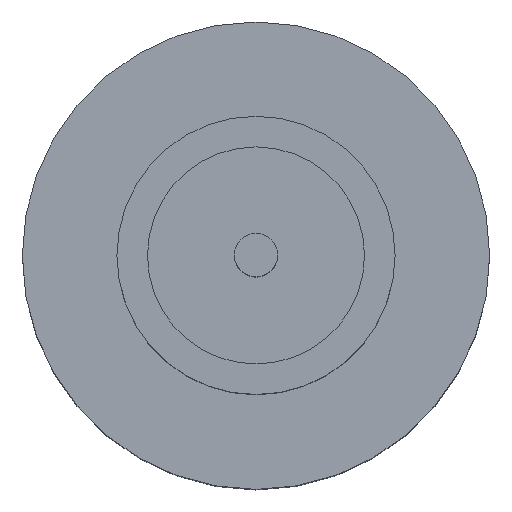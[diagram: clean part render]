
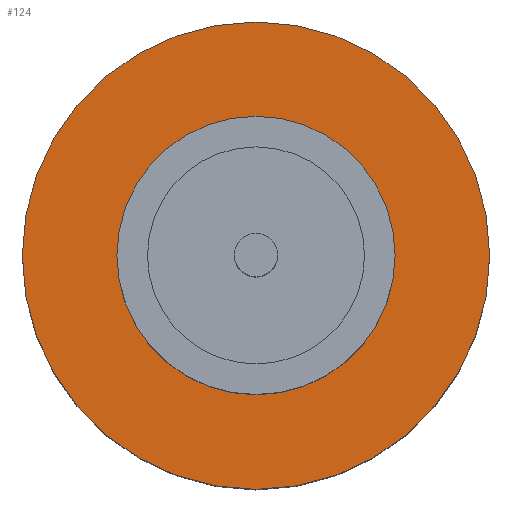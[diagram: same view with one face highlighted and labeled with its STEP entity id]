
A CAD part, top view. The second image highlights one B-rep face of the part: STEP entity #124.
In plain terms, the highlighted planar face has unit normal (0, 0, 1).
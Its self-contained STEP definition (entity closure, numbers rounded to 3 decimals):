
#20 = DIRECTION ( 'NONE',  ( 0., 0., 1. ) ) ;
#52 = EDGE_LOOP ( 'NONE', ( #784, #103 ) ) ;
#61 = DIRECTION ( 'NONE',  ( 0., 0., 1. ) ) ;
#97 = VERTEX_POINT ( 'NONE', #285 ) ;
#103 = ORIENTED_EDGE ( 'NONE', *, *, #829, .F. ) ;
#116 = VERTEX_POINT ( 'NONE', #805 ) ;
#117 = CARTESIAN_POINT ( 'NONE',  ( -1.25, 0., 1.55 ) ) ;
#124 = ADVANCED_FACE ( 'NONE', ( #341, #191 ), #593, .T. ) ;
#129 = DIRECTION ( 'NONE',  ( 1., 0., 0. ) ) ;
#136 = EDGE_CURVE ( 'NONE', #97, #583, #841, .T. ) ;
#191 = FACE_OUTER_BOUND ( 'NONE', #470, .T. ) ;
#215 = CARTESIAN_POINT ( 'NONE',  ( 0., 0., 1.55 ) ) ;
#218 = AXIS2_PLACEMENT_3D ( 'NONE', #436, #433, #744 ) ;
#233 = ORIENTED_EDGE ( 'NONE', *, *, #325, .T. ) ;
#249 = CIRCLE ( 'NONE', #218, 1.25 ) ;
#279 = ORIENTED_EDGE ( 'NONE', *, *, #771, .T. ) ;
#285 = CARTESIAN_POINT ( 'NONE',  ( 1.25, 0., 1.55 ) ) ;
#325 = EDGE_CURVE ( 'NONE', #116, #364, #682, .T. ) ;
#341 = FACE_BOUND ( 'NONE', #52, .T. ) ;
#362 = DIRECTION ( 'NONE',  ( 0., 0., 1. ) ) ;
#364 = VERTEX_POINT ( 'NONE', #399 ) ;
#365 = CARTESIAN_POINT ( 'NONE',  ( 0., 0., 1.55 ) ) ;
#384 = AXIS2_PLACEMENT_3D ( 'NONE', #438, #20, #751 ) ;
#395 = CARTESIAN_POINT ( 'NONE',  ( 0., 0., 1.55 ) ) ;
#399 = CARTESIAN_POINT ( 'NONE',  ( -2.1, 0., 1.55 ) ) ;
#403 = AXIS2_PLACEMENT_3D ( 'NONE', #365, #672, #814 ) ;
#416 = AXIS2_PLACEMENT_3D ( 'NONE', #395, #61, #129 ) ;
#430 = DIRECTION ( 'NONE',  ( 1., 0., 0. ) ) ;
#432 = CIRCLE ( 'NONE', #384, 2.1 ) ;
#433 = DIRECTION ( 'NONE',  ( 0., 0., 1. ) ) ;
#436 = CARTESIAN_POINT ( 'NONE',  ( 0., 0., 1.55 ) ) ;
#438 = CARTESIAN_POINT ( 'NONE',  ( 0., 0., 1.55 ) ) ;
#470 = EDGE_LOOP ( 'NONE', ( #279, #233 ) ) ;
#583 = VERTEX_POINT ( 'NONE', #117 ) ;
#593 = PLANE ( 'NONE',  #776 ) ;
#672 = DIRECTION ( 'NONE',  ( 0., 0., 1. ) ) ;
#682 = CIRCLE ( 'NONE', #416, 2.1 ) ;
#744 = DIRECTION ( 'NONE',  ( 1., 0., 0. ) ) ;
#751 = DIRECTION ( 'NONE',  ( 1., 0., 0. ) ) ;
#771 = EDGE_CURVE ( 'NONE', #364, #116, #432, .T. ) ;
#776 = AXIS2_PLACEMENT_3D ( 'NONE', #215, #362, #430 ) ;
#784 = ORIENTED_EDGE ( 'NONE', *, *, #136, .F. ) ;
#805 = CARTESIAN_POINT ( 'NONE',  ( 2.1, 0., 1.55 ) ) ;
#814 = DIRECTION ( 'NONE',  ( 1., 0., 0. ) ) ;
#829 = EDGE_CURVE ( 'NONE', #583, #97, #249, .T. ) ;
#841 = CIRCLE ( 'NONE', #403, 1.25 ) ;
